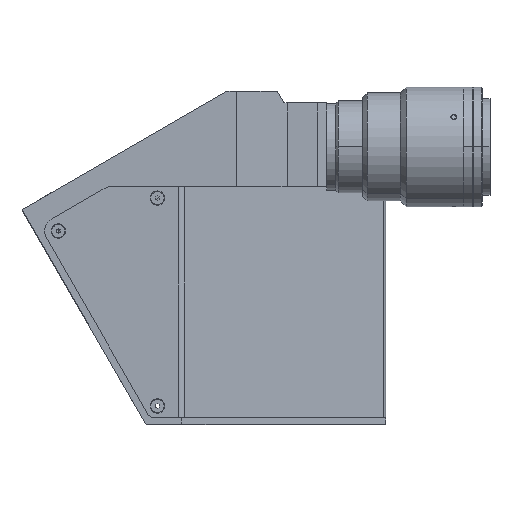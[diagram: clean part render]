
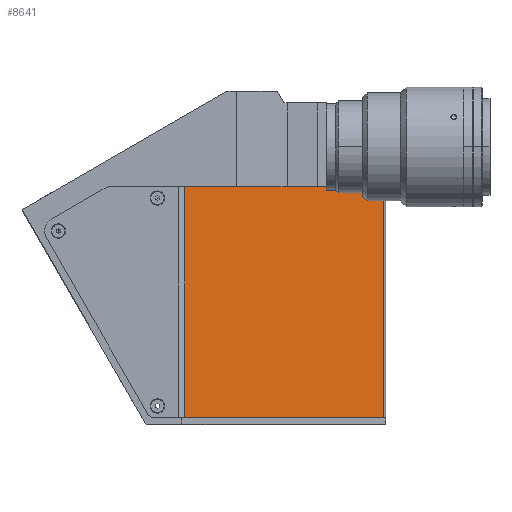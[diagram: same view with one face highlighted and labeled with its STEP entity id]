
A CAD part, top view. The second image highlights one B-rep face of the part: STEP entity #8641.
In plain terms, the highlighted planar face has unit normal (0.707, 0, 0.707).
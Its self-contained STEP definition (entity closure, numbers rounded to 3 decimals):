
#69 = CARTESIAN_POINT ( 'NONE',  ( 60.828, -59., 258.052 ) ) ;
#119 = CARTESIAN_POINT ( 'NONE',  ( 60.828, 41.5, 258.052 ) ) ;
#304 = VECTOR ( 'NONE', #9418, 1000. ) ;
#604 = EDGE_CURVE ( 'NONE', #11657, #4065, #8179, .T. ) ;
#2045 = DIRECTION ( 'NONE',  ( 0.707, 0., 0.707 ) ) ;
#2061 = EDGE_LOOP ( 'NONE', ( #3790, #3283, #2822, #5639 ) ) ;
#2822 = ORIENTED_EDGE ( 'NONE', *, *, #4666, .T. ) ;
#3006 = DIRECTION ( 'NONE',  ( 0., -1., 0. ) ) ;
#3283 = ORIENTED_EDGE ( 'NONE', *, *, #3754, .F. ) ;
#3754 = EDGE_CURVE ( 'NONE', #5871, #11657, #4821, .T. ) ;
#3790 = ORIENTED_EDGE ( 'NONE', *, *, #604, .F. ) ;
#3992 = CARTESIAN_POINT ( 'NONE',  ( -25.615, -59., 344.496 ) ) ;
#4012 = CARTESIAN_POINT ( 'NONE',  ( 60.828, -59., 258.052 ) ) ;
#4065 = VERTEX_POINT ( 'NONE', #119 ) ;
#4666 = EDGE_CURVE ( 'NONE', #5871, #10148, #7398, .T. ) ;
#4821 = LINE ( 'NONE', #3992, #304 ) ;
#4951 = PLANE ( 'NONE',  #5274 ) ;
#5274 = AXIS2_PLACEMENT_3D ( 'NONE', #6734, #2045, #10324 ) ;
#5602 = CARTESIAN_POINT ( 'NONE',  ( -25.615, 41.5, 344.496 ) ) ;
#5639 = ORIENTED_EDGE ( 'NONE', *, *, #11162, .F. ) ;
#5871 = VERTEX_POINT ( 'NONE', #6154 ) ;
#6154 = CARTESIAN_POINT ( 'NONE',  ( -25.615, -59., 344.496 ) ) ;
#6734 = CARTESIAN_POINT ( 'NONE',  ( 61.414, -59., 257.466 ) ) ;
#7298 = DIRECTION ( 'NONE',  ( 0.707, 0., -0.707 ) ) ;
#7398 = LINE ( 'NONE', #10276, #11480 ) ;
#7813 = VECTOR ( 'NONE', #7298, 1000. ) ;
#8152 = VECTOR ( 'NONE', #3006, 1000. ) ;
#8179 = LINE ( 'NONE', #9886, #7813 ) ;
#8641 = ADVANCED_FACE ( 'NONE', ( #11052 ), #4951, .T. ) ;
#9326 = DIRECTION ( 'NONE',  ( 0.707, 0., -0.707 ) ) ;
#9418 = DIRECTION ( 'NONE',  ( 0., 1., 0. ) ) ;
#9886 = CARTESIAN_POINT ( 'NONE',  ( 61.414, 41.5, 257.466 ) ) ;
#10148 = VERTEX_POINT ( 'NONE', #69 ) ;
#10276 = CARTESIAN_POINT ( 'NONE',  ( 61.414, -59., 257.466 ) ) ;
#10324 = DIRECTION ( 'NONE',  ( -0.707, 0., 0.707 ) ) ;
#11052 = FACE_OUTER_BOUND ( 'NONE', #2061, .T. ) ;
#11119 = LINE ( 'NONE', #4012, #8152 ) ;
#11162 = EDGE_CURVE ( 'NONE', #4065, #10148, #11119, .T. ) ;
#11480 = VECTOR ( 'NONE', #9326, 1000. ) ;
#11657 = VERTEX_POINT ( 'NONE', #5602 ) ;
